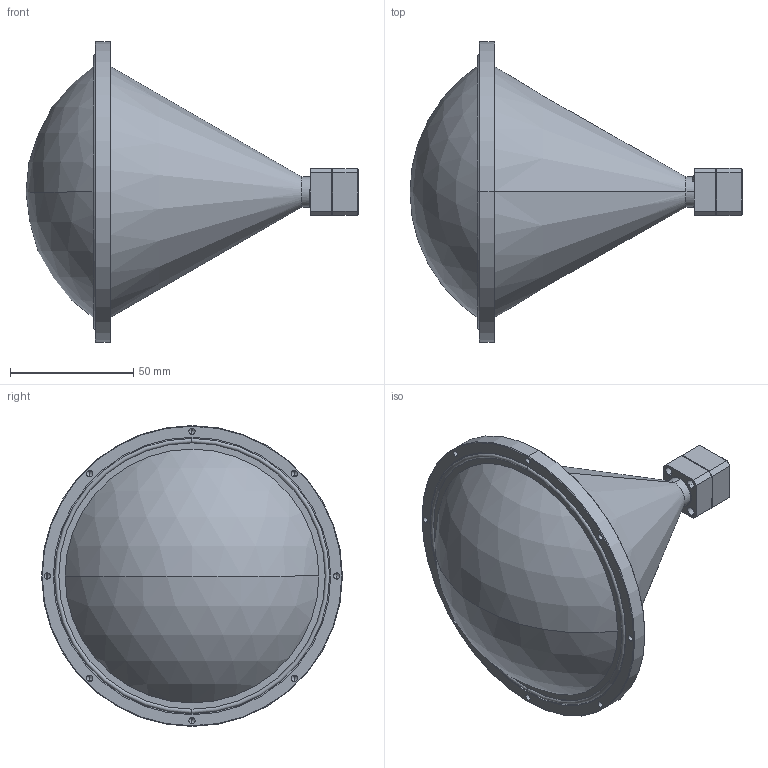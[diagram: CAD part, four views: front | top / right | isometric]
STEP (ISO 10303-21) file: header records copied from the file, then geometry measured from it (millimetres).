
FILE_DESCRIPTION (( 'STEP AP203' ), '1' );
FILE_NAME ('SAL-3333732905-28-S1.STEP', '2020-01-03T19:39:06', ( '' ), ( '' ), 'SwSTEP 2.0', 'SolidWorks 2016', '' );
FILE_SCHEMA (( 'CONFIG_CONTROL_DESIGN' ));
Length unit declared in the file: inch
Products named in the file (1): SAL-3333732905-28-S1
Bounding box: 134.57 x 121.92 x 121.92 mm (x, y, z)
Volume: 197351.4 mm3; surface area: 70931.7 mm2
Topology: 9 solids, 9 shells, 573 faces, 1492 edges, 943 vertices
Faces by surface type: cylinder 369, plane 102, cone 84, bspline 12, torus 4, sphere 2
Entity records: 24593 total; most frequent: CARTESIAN_POINT 12179, ORIENTED_EDGE 2952, DIRECTION 2245, EDGE_CURVE 1476, VERTEX_POINT 943, AXIS2_PLACEMENT_3D 826, EDGE_LOOP 619, VECTOR 593
